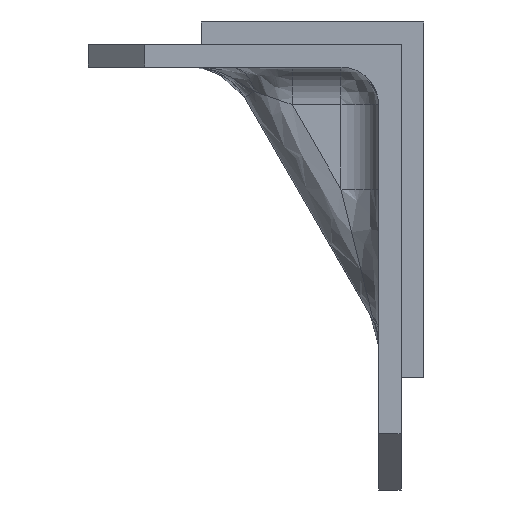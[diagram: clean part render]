
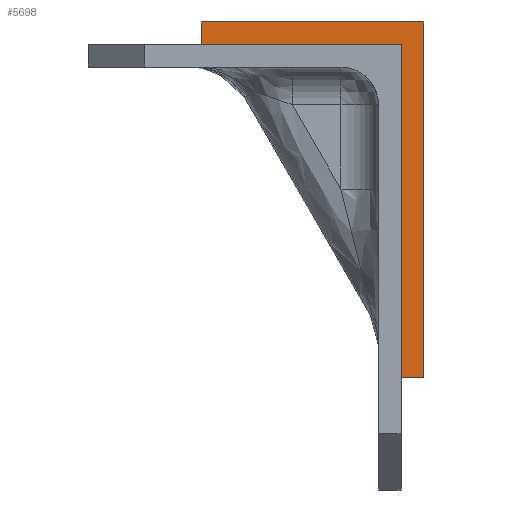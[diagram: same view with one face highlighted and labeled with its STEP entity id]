
A CAD part, front view. The second image highlights one B-rep face of the part: STEP entity #5698.
In plain terms, the highlighted free-form (B-spline) face has degree [1, 1] with [2, 2] control points.
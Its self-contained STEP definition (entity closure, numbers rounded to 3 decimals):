
#1871 = B_SPLINE_SURFACE_WITH_KNOTS('',1,1,(
    (#1872,#1873)
    ,(#1874,#1875
    )),.UNSPECIFIED.,.F.,.F.,.F.,(2,2),(2,2),(0.,1.),(0.,1.),
  .PIECEWISE_BEZIER_KNOTS.);
#1872 = CARTESIAN_POINT('',(13.,-109.,126.699));
#1873 = CARTESIAN_POINT('',(13.,-247.,126.699));
#1874 = CARTESIAN_POINT('',(13.,-109.,186.));
#1875 = CARTESIAN_POINT('',(13.,-247.,186.));
#1966 = B_SPLINE_SURFACE_WITH_KNOTS('',1,1,(
    (#1967,#1968)
    ,(#1969,#1970
    )),.UNSPECIFIED.,.F.,.F.,.F.,(2,2),(2,2),(0.,1.),(0.,1.),
  .PIECEWISE_BEZIER_KNOTS.);
#1967 = CARTESIAN_POINT('',(13.,-247.,186.));
#1968 = CARTESIAN_POINT('',(-28.619,-247.,186.));
#1969 = CARTESIAN_POINT('',(13.,-109.,186.));
#1970 = CARTESIAN_POINT('',(-28.619,-109.,186.));
#2004 = VERTEX_POINT('',#2005);
#2005 = CARTESIAN_POINT('',(13.,-232.,141.699));
#2018 = B_SPLINE_SURFACE_WITH_KNOTS('',1,1,(
    (#2019,#2020)
    ,(#2021,#2022
    )),.UNSPECIFIED.,.F.,.F.,.F.,(2,2),(2,2),(0.,1.),(0.,1.),
  .PIECEWISE_BEZIER_KNOTS.);
#2019 = CARTESIAN_POINT('',(13.,-124.,141.699));
#2020 = CARTESIAN_POINT('',(13.,-232.,141.699));
#2021 = CARTESIAN_POINT('',(16.,-124.,141.699));
#2022 = CARTESIAN_POINT('',(16.,-232.,141.699));
#2029 = EDGE_CURVE('',#2004,#2030,#2032,.T.);
#2030 = VERTEX_POINT('',#2031);
#2031 = CARTESIAN_POINT('',(13.,-232.,186.));
#2032 = SURFACE_CURVE('',#2033,(#2037,#2043),.PCURVE_S1.);
#2033 = LINE('',#2034,#2035);
#2034 = CARTESIAN_POINT('',(13.,-232.,141.699));
#2035 = VECTOR('',#2036,1.);
#2036 = DIRECTION('',(0.,0.,1.));
#2037 = PCURVE('',#1871,#2038);
#2038 = DEFINITIONAL_REPRESENTATION('',(#2039),#2042);
#2039 = B_SPLINE_CURVE_WITH_KNOTS('',1,(#2040,#2041),.UNSPECIFIED.,.F.,
  .F.,(2,2),(0.,44.301),.PIECEWISE_BEZIER_KNOTS.);
#2040 = CARTESIAN_POINT('',(0.253,0.891));
#2041 = CARTESIAN_POINT('',(1.,0.891));
#2042 = ( GEOMETRIC_REPRESENTATION_CONTEXT(2) 
PARAMETRIC_REPRESENTATION_CONTEXT() REPRESENTATION_CONTEXT('2D SPACE',''
  ) );
#2043 = PCURVE('',#2044,#2049);
#2044 = B_SPLINE_SURFACE_WITH_KNOTS('',1,1,(
    (#2045,#2046)
    ,(#2047,#2048
    )),.UNSPECIFIED.,.F.,.F.,.F.,(2,2),(2,2),(0.,1.),(0.,1.),
  .PIECEWISE_BEZIER_KNOTS.);
#2045 = CARTESIAN_POINT('',(-13.619,-232.,141.699));
#2046 = CARTESIAN_POINT('',(-13.619,-232.,189.));
#2047 = CARTESIAN_POINT('',(16.,-232.,141.699));
#2048 = CARTESIAN_POINT('',(16.,-232.,189.));
#2049 = DEFINITIONAL_REPRESENTATION('',(#2050),#2053);
#2050 = B_SPLINE_CURVE_WITH_KNOTS('',1,(#2051,#2052),.UNSPECIFIED.,.F.,
  .F.,(2,2),(0.,44.301),.PIECEWISE_BEZIER_KNOTS.);
#2051 = CARTESIAN_POINT('',(0.899,0.));
#2052 = CARTESIAN_POINT('',(0.899,0.937));
#2053 = ( GEOMETRIC_REPRESENTATION_CONTEXT(2) 
PARAMETRIC_REPRESENTATION_CONTEXT() REPRESENTATION_CONTEXT('2D SPACE',''
  ) );
#5655 = VERTEX_POINT('',#5656);
#5656 = CARTESIAN_POINT('',(16.,-232.,141.699));
#5669 = B_SPLINE_SURFACE_WITH_KNOTS('',1,1,(
    (#5670,#5671)
    ,(#5672,#5673
    )),.UNSPECIFIED.,.F.,.F.,.F.,(2,2),(2,2),(0.,1.),(0.,1.),
  .PIECEWISE_BEZIER_KNOTS.);
#5670 = CARTESIAN_POINT('',(16.,-232.,189.));
#5671 = CARTESIAN_POINT('',(16.,-124.,189.));
#5672 = CARTESIAN_POINT('',(16.,-232.,141.699));
#5673 = CARTESIAN_POINT('',(16.,-124.,141.699));
#5680 = EDGE_CURVE('',#5655,#2004,#5681,.T.);
#5681 = SURFACE_CURVE('',#5682,(#5686,#5692),.PCURVE_S1.);
#5682 = LINE('',#5683,#5684);
#5683 = CARTESIAN_POINT('',(16.,-232.,141.699));
#5684 = VECTOR('',#5685,1.);
#5685 = DIRECTION('',(-1.,0.,0.));
#5686 = PCURVE('',#2018,#5687);
#5687 = DEFINITIONAL_REPRESENTATION('',(#5688),#5691);
#5688 = B_SPLINE_CURVE_WITH_KNOTS('',1,(#5689,#5690),.UNSPECIFIED.,.F.,
  .F.,(2,2),(0.,3.),.PIECEWISE_BEZIER_KNOTS.);
#5689 = CARTESIAN_POINT('',(1.,1.));
#5690 = CARTESIAN_POINT('',(0.,1.));
#5691 = ( GEOMETRIC_REPRESENTATION_CONTEXT(2) 
PARAMETRIC_REPRESENTATION_CONTEXT() REPRESENTATION_CONTEXT('2D SPACE',''
  ) );
#5692 = PCURVE('',#2044,#5693);
#5693 = DEFINITIONAL_REPRESENTATION('',(#5694),#5697);
#5694 = B_SPLINE_CURVE_WITH_KNOTS('',1,(#5695,#5696),.UNSPECIFIED.,.F.,
  .F.,(2,2),(0.,3.),.PIECEWISE_BEZIER_KNOTS.);
#5695 = CARTESIAN_POINT('',(1.,0.));
#5696 = CARTESIAN_POINT('',(0.899,0.));
#5697 = ( GEOMETRIC_REPRESENTATION_CONTEXT(2) 
PARAMETRIC_REPRESENTATION_CONTEXT() REPRESENTATION_CONTEXT('2D SPACE',''
  ) );
#5698 = ADVANCED_FACE('',(#5699),#2044,.T.);
#5699 = FACE_BOUND('',#5700,.T.);
#5700 = EDGE_LOOP('',(#5701,#5722,#5723,#5724,#5745,#5771));
#5701 = ORIENTED_EDGE('',*,*,#5702,.F.);
#5702 = EDGE_CURVE('',#2030,#5703,#5705,.T.);
#5703 = VERTEX_POINT('',#5704);
#5704 = CARTESIAN_POINT('',(-13.619,-232.,186.));
#5705 = SURFACE_CURVE('',#5706,(#5710,#5716),.PCURVE_S1.);
#5706 = LINE('',#5707,#5708);
#5707 = CARTESIAN_POINT('',(13.,-232.,186.));
#5708 = VECTOR('',#5709,1.);
#5709 = DIRECTION('',(-1.,0.,0.));
#5710 = PCURVE('',#2044,#5711);
#5711 = DEFINITIONAL_REPRESENTATION('',(#5712),#5715);
#5712 = B_SPLINE_CURVE_WITH_KNOTS('',1,(#5713,#5714),.UNSPECIFIED.,.F.,
  .F.,(2,2),(0.,26.619),.PIECEWISE_BEZIER_KNOTS.);
#5713 = CARTESIAN_POINT('',(0.899,0.937));
#5714 = CARTESIAN_POINT('',(0.,0.937));
#5715 = ( GEOMETRIC_REPRESENTATION_CONTEXT(2) 
PARAMETRIC_REPRESENTATION_CONTEXT() REPRESENTATION_CONTEXT('2D SPACE',''
  ) );
#5716 = PCURVE('',#1966,#5717);
#5717 = DEFINITIONAL_REPRESENTATION('',(#5718),#5721);
#5718 = B_SPLINE_CURVE_WITH_KNOTS('',1,(#5719,#5720),.UNSPECIFIED.,.F.,
  .F.,(2,2),(0.,26.619),.PIECEWISE_BEZIER_KNOTS.);
#5719 = CARTESIAN_POINT('',(0.109,0.));
#5720 = CARTESIAN_POINT('',(0.109,0.64));
#5721 = ( GEOMETRIC_REPRESENTATION_CONTEXT(2) 
PARAMETRIC_REPRESENTATION_CONTEXT() REPRESENTATION_CONTEXT('2D SPACE',''
  ) );
#5722 = ORIENTED_EDGE('',*,*,#2029,.F.);
#5723 = ORIENTED_EDGE('',*,*,#5680,.F.);
#5724 = ORIENTED_EDGE('',*,*,#5725,.T.);
#5725 = EDGE_CURVE('',#5655,#5726,#5728,.T.);
#5726 = VERTEX_POINT('',#5727);
#5727 = CARTESIAN_POINT('',(16.,-232.,189.));
#5728 = SURFACE_CURVE('',#5729,(#5733,#5739),.PCURVE_S1.);
#5729 = LINE('',#5730,#5731);
#5730 = CARTESIAN_POINT('',(16.,-232.,141.699));
#5731 = VECTOR('',#5732,1.);
#5732 = DIRECTION('',(0.,0.,1.));
#5733 = PCURVE('',#2044,#5734);
#5734 = DEFINITIONAL_REPRESENTATION('',(#5735),#5738);
#5735 = B_SPLINE_CURVE_WITH_KNOTS('',1,(#5736,#5737),.UNSPECIFIED.,.F.,
  .F.,(2,2),(0.,47.301),.PIECEWISE_BEZIER_KNOTS.);
#5736 = CARTESIAN_POINT('',(1.,0.));
#5737 = CARTESIAN_POINT('',(1.,1.));
#5738 = ( GEOMETRIC_REPRESENTATION_CONTEXT(2) 
PARAMETRIC_REPRESENTATION_CONTEXT() REPRESENTATION_CONTEXT('2D SPACE',''
  ) );
#5739 = PCURVE('',#5669,#5740);
#5740 = DEFINITIONAL_REPRESENTATION('',(#5741),#5744);
#5741 = B_SPLINE_CURVE_WITH_KNOTS('',1,(#5742,#5743),.UNSPECIFIED.,.F.,
  .F.,(2,2),(0.,47.301),.PIECEWISE_BEZIER_KNOTS.);
#5742 = CARTESIAN_POINT('',(1.,0.));
#5743 = CARTESIAN_POINT('',(0.,0.));
#5744 = ( GEOMETRIC_REPRESENTATION_CONTEXT(2) 
PARAMETRIC_REPRESENTATION_CONTEXT() REPRESENTATION_CONTEXT('2D SPACE',''
  ) );
#5745 = ORIENTED_EDGE('',*,*,#5746,.T.);
#5746 = EDGE_CURVE('',#5726,#5747,#5749,.T.);
#5747 = VERTEX_POINT('',#5748);
#5748 = CARTESIAN_POINT('',(-13.619,-232.,189.));
#5749 = SURFACE_CURVE('',#5750,(#5754,#5760),.PCURVE_S1.);
#5750 = LINE('',#5751,#5752);
#5751 = CARTESIAN_POINT('',(16.,-232.,189.));
#5752 = VECTOR('',#5753,1.);
#5753 = DIRECTION('',(-1.,0.,0.));
#5754 = PCURVE('',#2044,#5755);
#5755 = DEFINITIONAL_REPRESENTATION('',(#5756),#5759);
#5756 = B_SPLINE_CURVE_WITH_KNOTS('',1,(#5757,#5758),.UNSPECIFIED.,.F.,
  .F.,(2,2),(0.,29.619),.PIECEWISE_BEZIER_KNOTS.);
#5757 = CARTESIAN_POINT('',(1.,1.));
#5758 = CARTESIAN_POINT('',(0.,1.));
#5759 = ( GEOMETRIC_REPRESENTATION_CONTEXT(2) 
PARAMETRIC_REPRESENTATION_CONTEXT() REPRESENTATION_CONTEXT('2D SPACE',''
  ) );
#5760 = PCURVE('',#5761,#5766);
#5761 = B_SPLINE_SURFACE_WITH_KNOTS('',1,1,(
    (#5762,#5763)
    ,(#5764,#5765
    )),.UNSPECIFIED.,.F.,.F.,.F.,(2,2),(2,2),(0.,1.),(0.,1.),
  .PIECEWISE_BEZIER_KNOTS.);
#5762 = CARTESIAN_POINT('',(16.,-124.,189.));
#5763 = CARTESIAN_POINT('',(16.,-232.,189.));
#5764 = CARTESIAN_POINT('',(-13.619,-124.,189.));
#5765 = CARTESIAN_POINT('',(-13.619,-232.,189.));
#5766 = DEFINITIONAL_REPRESENTATION('',(#5767),#5770);
#5767 = B_SPLINE_CURVE_WITH_KNOTS('',1,(#5768,#5769),.UNSPECIFIED.,.F.,
  .F.,(2,2),(0.,29.619),.PIECEWISE_BEZIER_KNOTS.);
#5768 = CARTESIAN_POINT('',(0.,1.));
#5769 = CARTESIAN_POINT('',(1.,1.));
#5770 = ( GEOMETRIC_REPRESENTATION_CONTEXT(2) 
PARAMETRIC_REPRESENTATION_CONTEXT() REPRESENTATION_CONTEXT('2D SPACE',''
  ) );
#5771 = ORIENTED_EDGE('',*,*,#5772,.T.);
#5772 = EDGE_CURVE('',#5747,#5703,#5773,.T.);
#5773 = SURFACE_CURVE('',#5774,(#5778,#5784),.PCURVE_S1.);
#5774 = LINE('',#5775,#5776);
#5775 = CARTESIAN_POINT('',(-13.619,-232.,189.));
#5776 = VECTOR('',#5777,1.);
#5777 = DIRECTION('',(0.,0.,-1.));
#5778 = PCURVE('',#2044,#5779);
#5779 = DEFINITIONAL_REPRESENTATION('',(#5780),#5783);
#5780 = B_SPLINE_CURVE_WITH_KNOTS('',1,(#5781,#5782),.UNSPECIFIED.,.F.,
  .F.,(2,2),(0.,3.),.PIECEWISE_BEZIER_KNOTS.);
#5781 = CARTESIAN_POINT('',(0.,1.));
#5782 = CARTESIAN_POINT('',(0.,0.937));
#5783 = ( GEOMETRIC_REPRESENTATION_CONTEXT(2) 
PARAMETRIC_REPRESENTATION_CONTEXT() REPRESENTATION_CONTEXT('2D SPACE',''
  ) );
#5784 = PCURVE('',#5785,#5790);
#5785 = B_SPLINE_SURFACE_WITH_KNOTS('',1,1,(
    (#5786,#5787)
    ,(#5788,#5789
    )),.UNSPECIFIED.,.F.,.F.,.F.,(2,2),(2,2),(0.,1.),(0.,1.),
  .PIECEWISE_BEZIER_KNOTS.);
#5786 = CARTESIAN_POINT('',(-13.619,-232.,186.));
#5787 = CARTESIAN_POINT('',(-13.619,-124.,186.));
#5788 = CARTESIAN_POINT('',(-13.619,-232.,189.));
#5789 = CARTESIAN_POINT('',(-13.619,-124.,189.));
#5790 = DEFINITIONAL_REPRESENTATION('',(#5791),#5794);
#5791 = B_SPLINE_CURVE_WITH_KNOTS('',1,(#5792,#5793),.UNSPECIFIED.,.F.,
  .F.,(2,2),(0.,3.),.PIECEWISE_BEZIER_KNOTS.);
#5792 = CARTESIAN_POINT('',(1.,0.));
#5793 = CARTESIAN_POINT('',(0.,0.));
#5794 = ( GEOMETRIC_REPRESENTATION_CONTEXT(2) 
PARAMETRIC_REPRESENTATION_CONTEXT() REPRESENTATION_CONTEXT('2D SPACE',''
  ) );
